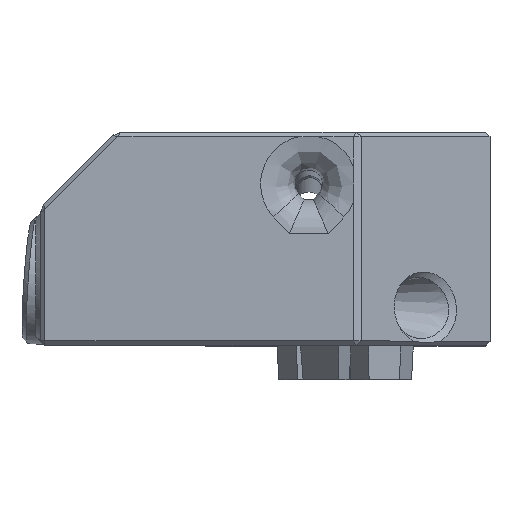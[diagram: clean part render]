
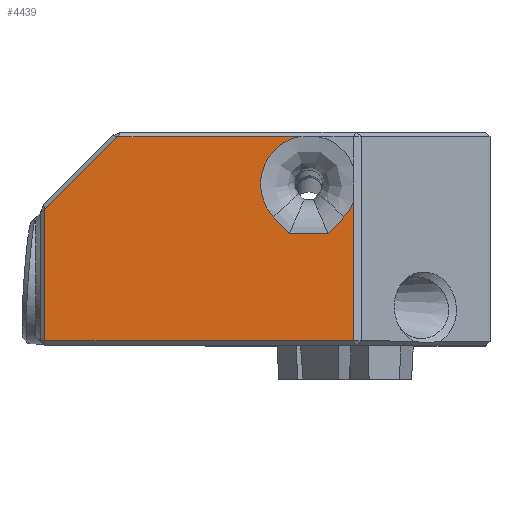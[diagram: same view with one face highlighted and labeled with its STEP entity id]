
A CAD part, top view. The second image highlights one B-rep face of the part: STEP entity #4439.
In plain terms, the highlighted planar face has unit normal (0, 0, 1).
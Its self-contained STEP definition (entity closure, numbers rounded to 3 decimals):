
#55=B_SPLINE_CURVE_WITH_KNOTS('',3,(#7115,#7116,#7117,#7118,#7119,#7120,
#7121,#7122,#7123,#7124),.UNSPECIFIED.,.F.,.F.,(4,1,1,1,1,1,1,4),(-1.998,
-1.989,-1.98,-1.963,-1.928,
-1.894,-1.859,-1.842),.UNSPECIFIED.);
#56=B_SPLINE_CURVE_WITH_KNOTS('',3,(#7126,#7127,#7128,#7129),
 .UNSPECIFIED.,.F.,.F.,(4,4),(-2.198,-1.998),
 .UNSPECIFIED.);
#57=B_SPLINE_CURVE_WITH_KNOTS('',3,(#7131,#7132,#7133,#7134),
 .UNSPECIFIED.,.F.,.F.,(4,4),(-0.405,-0.065),
 .UNSPECIFIED.);
#58=B_SPLINE_CURVE_WITH_KNOTS('',3,(#7136,#7137,#7138,#7139),
 .UNSPECIFIED.,.F.,.F.,(4,4),(-0.054,0.147),
 .UNSPECIFIED.);
#59=B_SPLINE_CURVE_WITH_KNOTS('',3,(#7141,#7142,#7143,#7144,#7145,#7146,
#7147,#7148,#7149,#7150,#7151,#7152,#7153,#7154),.UNSPECIFIED.,.F.,.F.,
(4,1,1,1,1,1,1,1,1,1,1,4),(-0.939,-0.887,-0.609,
-0.332,-0.262,-0.193,-0.158,
-0.123,-0.089,-0.071,-0.063,
-0.054),.UNSPECIFIED.);
#370=FACE_OUTER_BOUND('',#631,.T.);
#631=EDGE_LOOP('',(#3483,#3484,#3485,#3486,#3487,#3488,#3489,#3490,#3491,
#3492));
#1112=LINE('',#7113,#1612);
#1113=LINE('',#7156,#1613);
#1114=LINE('',#7158,#1614);
#1115=LINE('',#7160,#1615);
#1116=LINE('',#7161,#1616);
#1612=VECTOR('',#5573,10.);
#1613=VECTOR('',#5574,10.);
#1614=VECTOR('',#5575,10.);
#1615=VECTOR('',#5576,10.);
#1616=VECTOR('',#5577,10.);
#2063=VERTEX_POINT('',#7111);
#2064=VERTEX_POINT('',#7112);
#2065=VERTEX_POINT('',#7114);
#2066=VERTEX_POINT('',#7125);
#2067=VERTEX_POINT('',#7130);
#2068=VERTEX_POINT('',#7135);
#2069=VERTEX_POINT('',#7140);
#2070=VERTEX_POINT('',#7155);
#2071=VERTEX_POINT('',#7157);
#2072=VERTEX_POINT('',#7159);
#2579=EDGE_CURVE('',#2063,#2064,#1112,.T.);
#2580=EDGE_CURVE('',#2065,#2063,#55,.T.);
#2581=EDGE_CURVE('',#2066,#2065,#56,.T.);
#2582=EDGE_CURVE('',#2067,#2066,#57,.T.);
#2583=EDGE_CURVE('',#2068,#2067,#58,.T.);
#2584=EDGE_CURVE('',#2069,#2068,#59,.T.);
#2585=EDGE_CURVE('',#2070,#2069,#1113,.T.);
#2586=EDGE_CURVE('',#2071,#2070,#1114,.T.);
#2587=EDGE_CURVE('',#2072,#2071,#1115,.T.);
#2588=EDGE_CURVE('',#2064,#2072,#1116,.T.);
#3483=ORIENTED_EDGE('',*,*,#2579,.F.);
#3484=ORIENTED_EDGE('',*,*,#2580,.F.);
#3485=ORIENTED_EDGE('',*,*,#2581,.F.);
#3486=ORIENTED_EDGE('',*,*,#2582,.F.);
#3487=ORIENTED_EDGE('',*,*,#2583,.F.);
#3488=ORIENTED_EDGE('',*,*,#2584,.F.);
#3489=ORIENTED_EDGE('',*,*,#2585,.F.);
#3490=ORIENTED_EDGE('',*,*,#2586,.F.);
#3491=ORIENTED_EDGE('',*,*,#2587,.F.);
#3492=ORIENTED_EDGE('',*,*,#2588,.F.);
#4232=PLANE('',#4750);
#4439=ADVANCED_FACE('',(#370),#4232,.T.);
#4750=AXIS2_PLACEMENT_3D('',#7110,#5571,#5572);
#5571=DIRECTION('center_axis',(0.,0.,
1.));
#5572=DIRECTION('ref_axis',(-1.,0.,0.));
#5573=DIRECTION('',(0.,-1.,0.));
#5574=DIRECTION('',(1.,0.,0.));
#5575=DIRECTION('',(0.707,0.707,0.));
#5576=DIRECTION('',(0.,1.,0.));
#5577=DIRECTION('',(-1.,0.,0.));
#7110=CARTESIAN_POINT('Origin',(73.5,19.05,51.));
#7111=CARTESIAN_POINT('',(73.1,12.967,51.));
#7112=CARTESIAN_POINT('',(73.1,0.85,51.));
#7113=CARTESIAN_POINT('',(73.1,19.05,51.));
#7114=CARTESIAN_POINT('',(72.27,11.657,51.));
#7115=CARTESIAN_POINT('Ctrl Pts',(72.27,11.657,51.));
#7116=CARTESIAN_POINT('Ctrl Pts',(72.29,11.678,51.));
#7117=CARTESIAN_POINT('Ctrl Pts',(72.329,11.72,51.));
#7118=CARTESIAN_POINT('Ctrl Pts',(72.405,11.808,51.));
#7119=CARTESIAN_POINT('Ctrl Pts',(72.534,11.964,51.));
#7120=CARTESIAN_POINT('Ctrl Pts',(72.703,12.199,51.));
#7121=CARTESIAN_POINT('Ctrl Pts',(72.883,12.496,51.));
#7122=CARTESIAN_POINT('Ctrl Pts',(73.012,12.755,51.));
#7123=CARTESIAN_POINT('Ctrl Pts',(73.079,12.914,51.));
#7124=CARTESIAN_POINT('Ctrl Pts',(73.1,12.967,51.));
#7125=CARTESIAN_POINT('',(70.903,10.189,51.));
#7126=CARTESIAN_POINT('Ctrl Pts',(70.903,10.189,51.));
#7127=CARTESIAN_POINT('Ctrl Pts',(71.359,10.678,51.));
#7128=CARTESIAN_POINT('Ctrl Pts',(71.814,11.167,51.));
#7129=CARTESIAN_POINT('Ctrl Pts',(72.27,11.657,51.));
#7130=CARTESIAN_POINT('',(67.497,10.189,51.));
#7131=CARTESIAN_POINT('Ctrl Pts',(67.497,10.189,51.));
#7132=CARTESIAN_POINT('Ctrl Pts',(68.632,10.189,51.));
#7133=CARTESIAN_POINT('Ctrl Pts',(69.768,10.189,51.));
#7134=CARTESIAN_POINT('Ctrl Pts',(70.903,10.189,51.));
#7135=CARTESIAN_POINT('',(66.13,11.657,51.));
#7136=CARTESIAN_POINT('Ctrl Pts',(66.13,11.657,51.));
#7137=CARTESIAN_POINT('Ctrl Pts',(66.586,11.167,51.));
#7138=CARTESIAN_POINT('Ctrl Pts',(67.041,10.678,51.));
#7139=CARTESIAN_POINT('Ctrl Pts',(67.497,10.189,51.));
#7140=CARTESIAN_POINT('',(68.336,18.65,51.));
#7141=CARTESIAN_POINT('Ctrl Pts',(68.336,18.65,51.));
#7142=CARTESIAN_POINT('Ctrl Pts',(68.164,18.615,51.));
#7143=CARTESIAN_POINT('Ctrl Pts',(67.096,18.321,51.));
#7144=CARTESIAN_POINT('Ctrl Pts',(65.402,16.991,51.));
#7145=CARTESIAN_POINT('Ctrl Pts',(64.874,14.842,51.));
#7146=CARTESIAN_POINT('Ctrl Pts',(65.119,13.46,51.));
#7147=CARTESIAN_POINT('Ctrl Pts',(65.311,12.911,51.));
#7148=CARTESIAN_POINT('Ctrl Pts',(65.517,12.496,51.));
#7149=CARTESIAN_POINT('Ctrl Pts',(65.697,12.199,51.));
#7150=CARTESIAN_POINT('Ctrl Pts',(65.866,11.964,51.));
#7151=CARTESIAN_POINT('Ctrl Pts',(65.995,11.808,51.));
#7152=CARTESIAN_POINT('Ctrl Pts',(66.071,11.72,51.));
#7153=CARTESIAN_POINT('Ctrl Pts',(66.11,11.678,51.));
#7154=CARTESIAN_POINT('Ctrl Pts',(66.13,11.657,51.));
#7155=CARTESIAN_POINT('',(52.566,18.65,51.));
#7156=CARTESIAN_POINT('',(69.45,18.65,51.));
#7157=CARTESIAN_POINT('',(46.2,12.284,51.));
#7158=CARTESIAN_POINT('',(57.958,24.042,51.));
#7159=CARTESIAN_POINT('',(46.2,0.85,51.));
#7160=CARTESIAN_POINT('',(46.2,19.05,51.));
#7161=CARTESIAN_POINT('',(69.45,0.85,51.));
